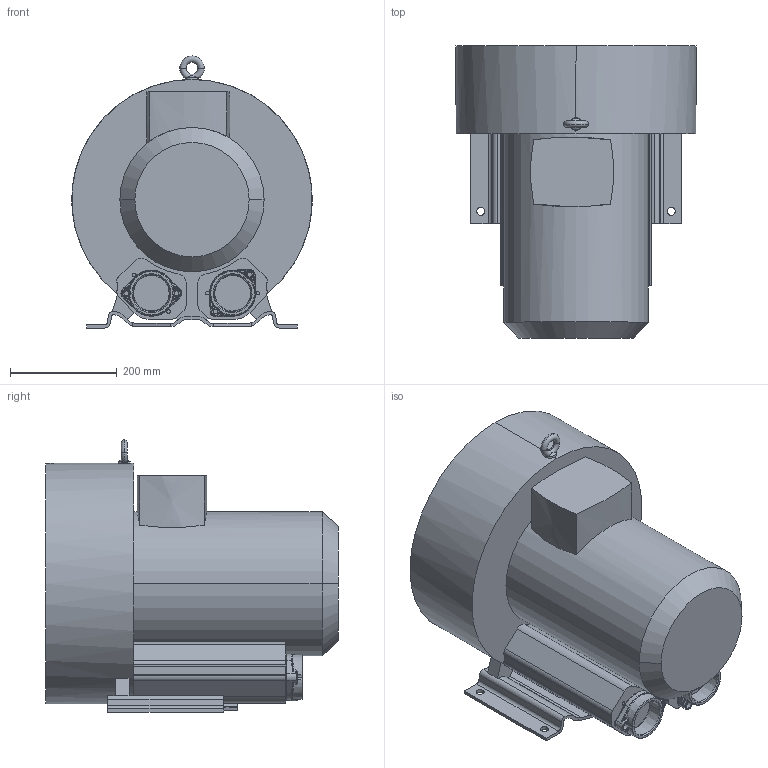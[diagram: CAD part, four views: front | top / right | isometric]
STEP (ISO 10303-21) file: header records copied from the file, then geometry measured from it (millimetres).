
FILE_DESCRIPTION((''),'2;1');
FILE_NAME('2RB830-1AQ27','2025-02-05T',('Administrator'),(''),'PRO/ENGINEER BY PARAMETRIC TECHNOLOGY CORPORATION, 2007090','PRO/ENGINEER BY PARAMETRIC TECHNOLOGY CORPORATION, 2007090','');
FILE_SCHEMA(('AUTOMOTIVE_DESIGN_CC2 { 1 2 10303 214 -1 1 5 2 }'));
Length unit declared in the file: millimetre
Products named in the file (1): 2RB830-1AQ27
Bounding box: 450 x 546.7 x 509.31 mm (x, y, z)
Volume: 56199624.4 mm3; surface area: 1369559.4 mm2
Topology: 1 solids, 1 shells, 467 faces, 1208 edges, 758 vertices
Faces by surface type: cylinder 136, plane 129, bspline 116, cone 46, torus 36, extrusion 4
Entity records: 21247 total; most frequent: CARTESIAN_POINT 10300, ORIENTED_EDGE 2416, DIRECTION 2189, EDGE_CURVE 1208, AXIS2_PLACEMENT_3D 863, VERTEX_POINT 758, CIRCLE 515, EDGE_LOOP 496
